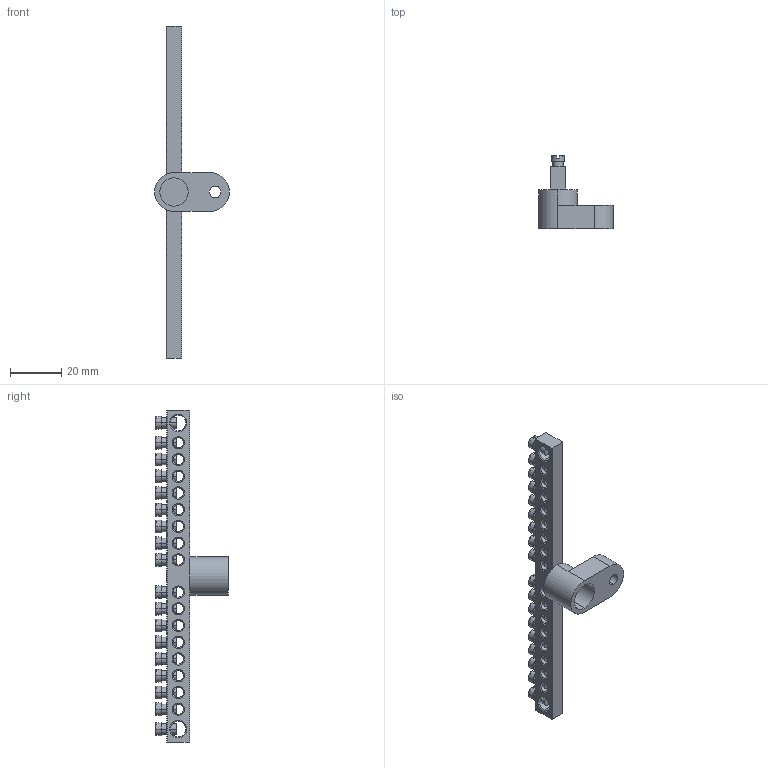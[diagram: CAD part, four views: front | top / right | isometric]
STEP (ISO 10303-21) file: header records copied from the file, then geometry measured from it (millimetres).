
FILE_DESCRIPTION (( 'STEP AP214' ), '1' );
FILE_NAME ('YNN10-69-18C1-K05 Øèíà PE çåìëÿ íà îäíîì óãëîâîì èçîë ØÍÈ-6õ9-18-Ó1-Æ ÈÝÊ.STEP', '2016-08-24T08:22:36', ( 'user' ), ( '' ), 'SwSTEP 2.0', 'SolidWorks 2014', '' );
FILE_SCHEMA (( 'AUTOMOTIVE_DESIGN' ));
Length unit declared in the file: millimetre
Products named in the file (4): YNN10-69-18C1-K05 Øèíà PE çåìëÿ íà îäíîì óãëîâîì èçîë ØÍÈ-6õ9-18-Ó1-Æ ÈÝÊ; Óãëîâîé èçîëÿòîð äëÿ 0 øèíû æ¸ëòûé; Øèíà ÂõÍ n-1_6å9 18-1; Âèíò_Œ4
Assembly tree (20 placements, depth 2):
  YNN10-69-18C1-K05 Øèíà PE çåìëÿ íà îäíîì óãëîâîì èçîë ØÍÈ-6õ9-18-Ó1-Æ ÈÝÊ
    Óãëîâîé èçîëÿòîð äëÿ 0 øèíû æ¸ëòûé
    Øèíà ÂõÍ n-1_6å9 18-1
    Âèíò_Œ4  x18
Bounding box: 29 x 28.3 x 129 mm (x, y, z)
Volume: 10275 mm3; surface area: 10107.9 mm2
Topology: 20 solids, 20 shells, 929 faces, 2496 edges, 1608 vertices
Faces by surface type: plane 574, cone 202, cylinder 153
Entity records: 9095 total; most frequent: CARTESIAN_POINT 2289, DIRECTION 1375, ORIENTED_EDGE 1214, EDGE_CURVE 607, AXIS2_PLACEMENT_3D 547, VERTEX_POINT 367, EDGE_LOOP 328, VECTOR 281
